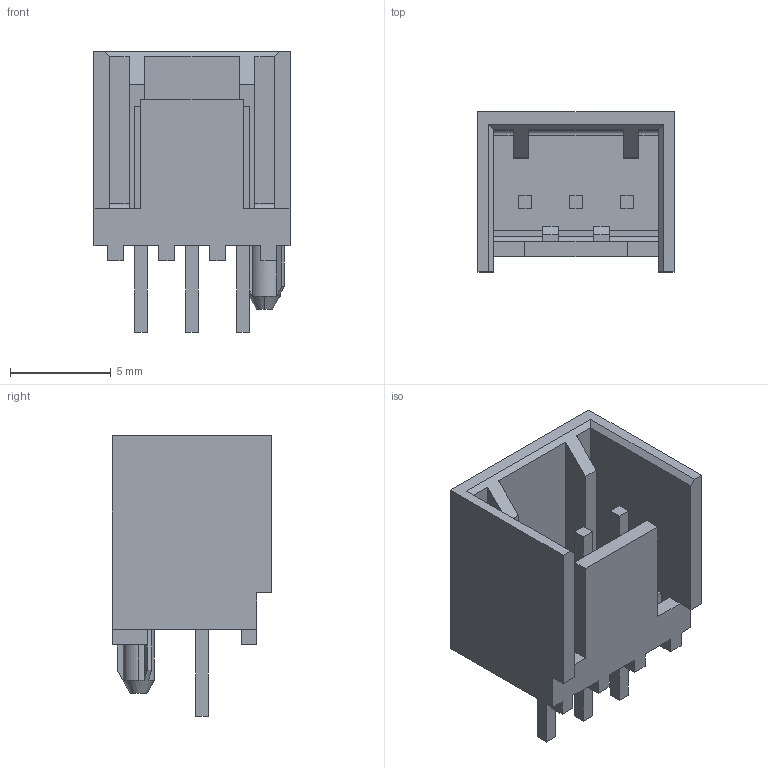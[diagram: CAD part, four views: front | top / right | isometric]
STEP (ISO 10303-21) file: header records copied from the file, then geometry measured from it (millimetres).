
FILE_DESCRIPTION(('STEP AP242'),'1');
FILE_NAME('2-644486-3.stp','2022-09-09T12:23:54',('TraceParts'),('TraceParts S.A.'),'Spatial InterOp 3D',' ',' ');
FILE_SCHEMA(('AP242_MANAGED_MODEL_BASED_3D_ENGINEERING_MIM_LF {1 0 10303 442 1 1 4}'));
Length unit declared in the file: millimetre
Products named in the file (1): 2-644486-3
Bounding box: 9.75 x 7.95 x 13.97 mm (x, y, z)
Volume: 335.9 mm3; surface area: 809.7 mm2
Topology: 1 solids, 1 shells, 124 faces, 335 edges, 222 vertices
Faces by surface type: plane 110, cylinder 12, cone 2
Entity records: 3862 total; most frequent: CARTESIAN_POINT 706, ORIENTED_EDGE 670, DIRECTION 607, EDGE_CURVE 335, LINE 301, VECTOR 301, VERTEX_POINT 222, AXIS2_PLACEMENT_3D 153
